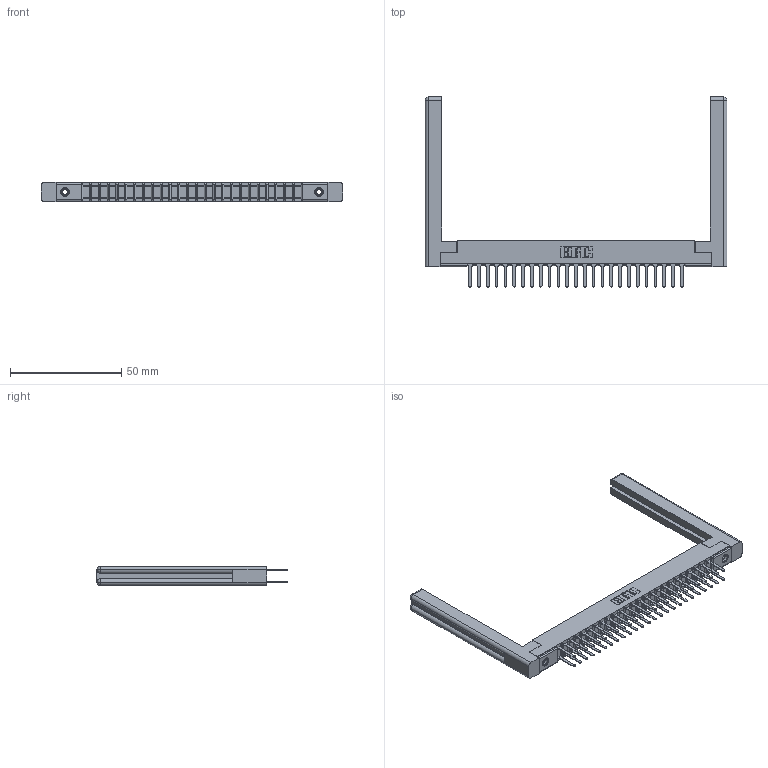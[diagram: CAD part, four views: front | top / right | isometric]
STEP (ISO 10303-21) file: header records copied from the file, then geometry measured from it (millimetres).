
FILE_DESCRIPTION (( 'STEP AP203' ), '1' );
FILE_NAME ('357-050-522-258.STEP', '2019-09-18T10:40:11', ( '' ), ( '' ), 'SwSTEP 2.0', 'SolidWorks 2016', '' );
FILE_SCHEMA (( 'CONFIG_CONTROL_DESIGN' ));
Length unit declared in the file: inch
Products named in the file (5): 307 Part_.156 Dia Mounting Holes; 345-250-001_345-250-001-102; 307-220-058; 357-050-522-258; 307-290-001_522
Assembly tree (55 placements, depth 2):
  357-050-522-258
    307 Part_.156 Dia Mounting Holes
    307-290-001_522  x50
    307-220-058  x2
    345-250-001_345-250-001-102  x2
Bounding box: 135.69 x 85.42 x 8.71 mm (x, y, z)
Volume: 16669.3 mm3; surface area: 21675.3 mm2
Topology: 55 solids, 55 shells, 2586 faces, 7177 edges, 4634 vertices
Faces by surface type: plane 1704, cylinder 806, sphere 52, torus 12, cone 12
Entity records: 26929 total; most frequent: CARTESIAN_POINT 4428, ORIENTED_EDGE 4328, DIRECTION 4302, EDGE_CURVE 2164, VECTOR 1650, LINE 1650, VERTEX_POINT 1398, AXIS2_PLACEMENT_3D 1326
